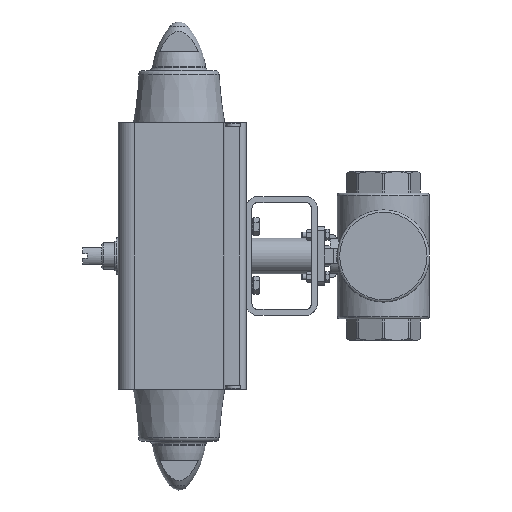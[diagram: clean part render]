
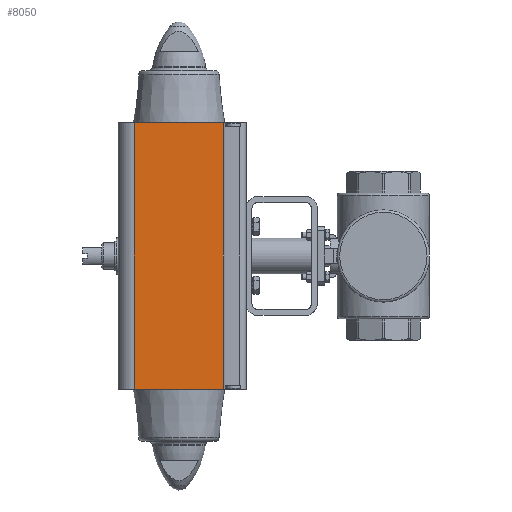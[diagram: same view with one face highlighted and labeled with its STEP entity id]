
A CAD part, left-side view. The second image highlights one B-rep face of the part: STEP entity #8050.
In plain terms, the highlighted planar face has unit normal (-1, 0, 0).
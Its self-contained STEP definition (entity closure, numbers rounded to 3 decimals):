
#302=PLANE('',#8852);
#691=LINE('',#12999,#1267);
#705=LINE('',#13047,#1281);
#706=LINE('',#13133,#1282);
#707=LINE('',#13134,#1283);
#1267=VECTOR('',#10300,1000.);
#1281=VECTOR('',#10344,1000.);
#1282=VECTOR('',#10369,1000.);
#1283=VECTOR('',#10370,1000.);
#2664=ORIENTED_EDGE('',*,*,#4445,.T.);
#2665=ORIENTED_EDGE('',*,*,#4484,.F.);
#2666=ORIENTED_EDGE('',*,*,#4470,.F.);
#2667=ORIENTED_EDGE('',*,*,#4485,.T.);
#4445=EDGE_CURVE('',#5423,#5422,#691,.T.);
#4470=EDGE_CURVE('',#5441,#5442,#705,.T.);
#4484=EDGE_CURVE('',#5442,#5422,#706,.T.);
#4485=EDGE_CURVE('',#5441,#5423,#707,.T.);
#5422=VERTEX_POINT('',#12998);
#5423=VERTEX_POINT('',#13000);
#5441=VERTEX_POINT('',#13046);
#5442=VERTEX_POINT('',#13048);
#6527=EDGE_LOOP('',(#2664,#2665,#2666,#2667));
#7266=FACE_BOUND('',#6527,.T.);
#8050=ADVANCED_FACE('',(#7266),#302,.F.);
#8852=AXIS2_PLACEMENT_3D('',#13132,#10367,#10368);
#10300=DIRECTION('',(0.,-1.,0.));
#10344=DIRECTION('',(0.,-1.,0.));
#10367=DIRECTION('',(1.,0.,0.));
#10368=DIRECTION('',(0.,0.,-1.));
#10369=DIRECTION('',(0.,0.,-1.));
#10370=DIRECTION('',(0.,0.,-1.));
#12998=CARTESIAN_POINT('',(-51.,-37.316,-111.93));
#12999=CARTESIAN_POINT('',(-51.,37.56,-111.93));
#13000=CARTESIAN_POINT('',(-51.,37.56,-111.93));
#13046=CARTESIAN_POINT('',(-51.,37.56,111.93));
#13047=CARTESIAN_POINT('',(-51.,37.56,111.93));
#13048=CARTESIAN_POINT('',(-51.,-37.316,111.93));
#13132=CARTESIAN_POINT('',(-51.,37.56,111.93));
#13133=CARTESIAN_POINT('',(-51.,-37.316,111.93));
#13134=CARTESIAN_POINT('',(-51.,37.56,111.93));
